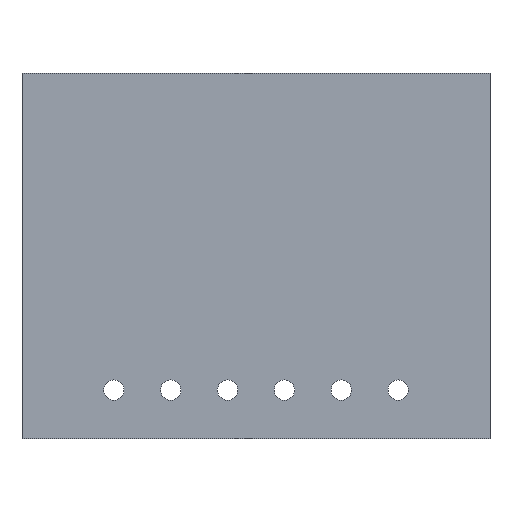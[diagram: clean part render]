
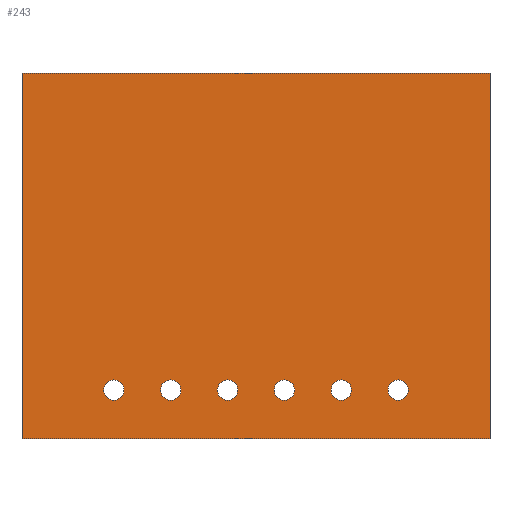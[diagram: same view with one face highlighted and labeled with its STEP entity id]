
A CAD part, top view. The second image highlights one B-rep face of the part: STEP entity #243.
In plain terms, the highlighted planar face has unit normal (0, 0, 1).
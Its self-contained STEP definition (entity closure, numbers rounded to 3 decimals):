
#15=FACE_BOUND('',#56,.T.);
#16=FACE_BOUND('',#57,.T.);
#17=FACE_BOUND('',#58,.T.);
#18=FACE_BOUND('',#59,.T.);
#19=FACE_BOUND('',#60,.T.);
#20=FACE_BOUND('',#61,.T.);
#31=PLANE('',#269);
#43=FACE_OUTER_BOUND('',#55,.T.);
#55=EDGE_LOOP('',(#207,#208,#209,#210));
#56=EDGE_LOOP('',(#211));
#57=EDGE_LOOP('',(#212));
#58=EDGE_LOOP('',(#213));
#59=EDGE_LOOP('',(#214));
#60=EDGE_LOOP('',(#215));
#61=EDGE_LOOP('',(#216));
#77=LINE('',#383,#95);
#80=LINE('',#389,#98);
#83=LINE('',#395,#101);
#86=LINE('',#399,#104);
#95=VECTOR('',#319,10.);
#98=VECTOR('',#324,10.);
#101=VECTOR('',#329,10.);
#104=VECTOR('',#334,10.);
#105=CIRCLE('',#248,2.5);
#107=CIRCLE('',#251,2.5);
#109=CIRCLE('',#254,2.5);
#111=CIRCLE('',#257,2.5);
#113=CIRCLE('',#260,2.5);
#115=CIRCLE('',#263,2.5);
#117=VERTEX_POINT('',#341);
#119=VERTEX_POINT('',#347);
#121=VERTEX_POINT('',#353);
#123=VERTEX_POINT('',#359);
#125=VERTEX_POINT('',#365);
#127=VERTEX_POINT('',#371);
#131=VERTEX_POINT('',#380);
#132=VERTEX_POINT('',#382);
#134=VERTEX_POINT('',#388);
#136=VERTEX_POINT('',#394);
#137=EDGE_CURVE('',#117,#117,#105,.T.);
#140=EDGE_CURVE('',#119,#119,#107,.T.);
#143=EDGE_CURVE('',#121,#121,#109,.T.);
#146=EDGE_CURVE('',#123,#123,#111,.T.);
#149=EDGE_CURVE('',#125,#125,#113,.T.);
#152=EDGE_CURVE('',#127,#127,#115,.T.);
#157=EDGE_CURVE('',#132,#131,#77,.T.);
#160=EDGE_CURVE('',#134,#132,#80,.T.);
#163=EDGE_CURVE('',#136,#134,#83,.T.);
#166=EDGE_CURVE('',#131,#136,#86,.T.);
#207=ORIENTED_EDGE('',*,*,#166,.T.);
#208=ORIENTED_EDGE('',*,*,#163,.T.);
#209=ORIENTED_EDGE('',*,*,#160,.T.);
#210=ORIENTED_EDGE('',*,*,#157,.T.);
#211=ORIENTED_EDGE('',*,*,#152,.T.);
#212=ORIENTED_EDGE('',*,*,#149,.T.);
#213=ORIENTED_EDGE('',*,*,#146,.T.);
#214=ORIENTED_EDGE('',*,*,#143,.T.);
#215=ORIENTED_EDGE('',*,*,#140,.T.);
#216=ORIENTED_EDGE('',*,*,#137,.T.);
#243=ADVANCED_FACE('',(#43,#15,#16,#17,#18,#19,#20),#31,.T.);
#248=AXIS2_PLACEMENT_3D('',#342,#275,#276);
#251=AXIS2_PLACEMENT_3D('',#348,#282,#283);
#254=AXIS2_PLACEMENT_3D('',#354,#289,#290);
#257=AXIS2_PLACEMENT_3D('',#360,#296,#297);
#260=AXIS2_PLACEMENT_3D('',#366,#303,#304);
#263=AXIS2_PLACEMENT_3D('',#372,#310,#311);
#269=AXIS2_PLACEMENT_3D('',#400,#335,#336);
#275=DIRECTION('center_axis',(0.,0.,-1.));
#276=DIRECTION('ref_axis',(1.,0.,0.));
#282=DIRECTION('center_axis',(0.,0.,-1.));
#283=DIRECTION('ref_axis',(1.,0.,0.));
#289=DIRECTION('center_axis',(0.,0.,-1.));
#290=DIRECTION('ref_axis',(1.,0.,0.));
#296=DIRECTION('center_axis',(0.,0.,-1.));
#297=DIRECTION('ref_axis',(1.,0.,0.));
#303=DIRECTION('center_axis',(0.,0.,-1.));
#304=DIRECTION('ref_axis',(1.,0.,0.));
#310=DIRECTION('center_axis',(0.,0.,-1.));
#311=DIRECTION('ref_axis',(1.,0.,0.));
#319=DIRECTION('',(0.,1.,0.));
#324=DIRECTION('',(1.,0.,0.));
#329=DIRECTION('',(0.,-1.,0.));
#334=DIRECTION('',(-1.,0.,0.));
#335=DIRECTION('center_axis',(0.,0.,1.));
#336=DIRECTION('ref_axis',(1.,0.,0.));
#341=CARTESIAN_POINT('',(50.5,12.,-118.));
#342=CARTESIAN_POINT('Origin',(53.,12.,-118.));
#347=CARTESIAN_POINT('',(64.5,12.,-118.));
#348=CARTESIAN_POINT('Origin',(67.,12.,-118.));
#353=CARTESIAN_POINT('',(78.5,12.,-118.));
#354=CARTESIAN_POINT('Origin',(81.,12.,-118.));
#359=CARTESIAN_POINT('',(92.5,12.,-118.));
#360=CARTESIAN_POINT('Origin',(95.,12.,-118.));
#365=CARTESIAN_POINT('',(22.5,12.,-118.));
#366=CARTESIAN_POINT('Origin',(25.,12.,-118.));
#371=CARTESIAN_POINT('',(36.5,12.,-118.));
#372=CARTESIAN_POINT('Origin',(39.,12.,-118.));
#380=CARTESIAN_POINT('',(117.6,90.,-118.));
#382=CARTESIAN_POINT('',(117.6,0.,-118.));
#383=CARTESIAN_POINT('',(117.6,90.,-118.));
#388=CARTESIAN_POINT('',(2.4,0.,-118.));
#389=CARTESIAN_POINT('',(120.,0.,-118.));
#394=CARTESIAN_POINT('',(2.4,90.,-118.));
#395=CARTESIAN_POINT('',(2.4,0.,-118.));
#399=CARTESIAN_POINT('',(2.4,90.,-118.));
#400=CARTESIAN_POINT('Origin',(60.,45.,-118.));
